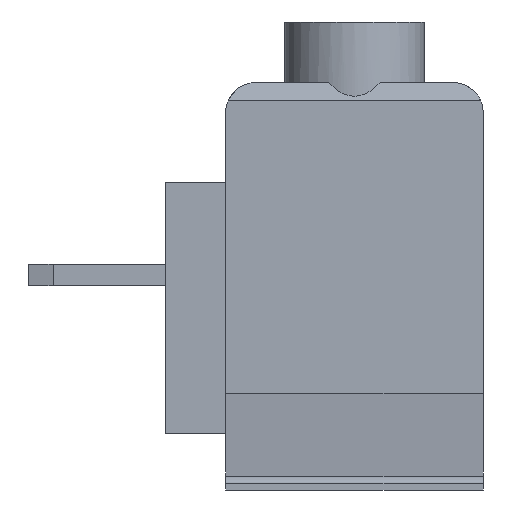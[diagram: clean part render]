
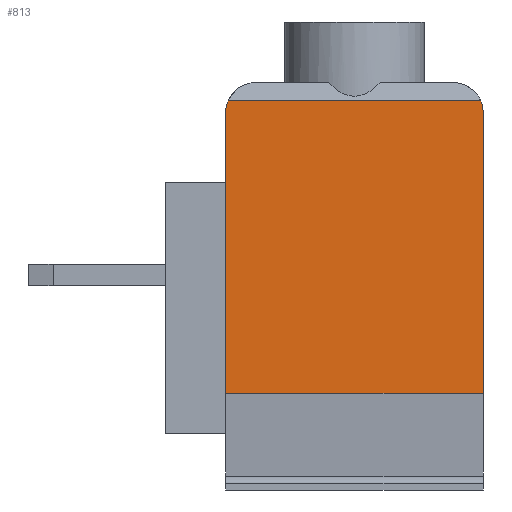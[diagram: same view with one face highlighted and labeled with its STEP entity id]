
A CAD part, left-side view. The second image highlights one B-rep face of the part: STEP entity #813.
In plain terms, the highlighted planar face has unit normal (-1, 0, 0).
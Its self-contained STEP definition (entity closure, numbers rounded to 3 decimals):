
#813 = ADVANCED_FACE( '', ( #1668 ), #1669, .T. );
#1668 = FACE_OUTER_BOUND( '', #2526, .T. );
#1669 = PLANE( '', #2527 );
#2526 = EDGE_LOOP( '', ( #4941, #4942, #4943, #4944, #4945, #4946 ) );
#2527 = AXIS2_PLACEMENT_3D( '', #4947, #4948, #4949 );
#4941 = ORIENTED_EDGE( '', *, *, #5646, .F. );
#4942 = ORIENTED_EDGE( '', *, *, #5685, .T. );
#4943 = ORIENTED_EDGE( '', *, *, #5358, .T. );
#4944 = ORIENTED_EDGE( '', *, *, #5333, .T. );
#4945 = ORIENTED_EDGE( '', *, *, #5865, .F. );
#4946 = ORIENTED_EDGE( '', *, *, #5902, .T. );
#4947 = CARTESIAN_POINT( '', ( -12.5, -4.25, -6.2 ) );
#4948 = DIRECTION( '', ( -1., 0., 0. ) );
#4949 = DIRECTION( '', ( 0., 0., 1. ) );
#5333 = EDGE_CURVE( '', #6512, #6513, #6514, .T. );
#5358 = EDGE_CURVE( '', #6555, #6512, #6556, .T. );
#5646 = EDGE_CURVE( '', #7002, #7004, #7005, .T. );
#5685 = EDGE_CURVE( '', #7002, #6555, #7057, .T. );
#5865 = EDGE_CURVE( '', #7281, #6513, #7283, .T. );
#5902 = EDGE_CURVE( '', #7281, #7004, #7325, .T. );
#6512 = VERTEX_POINT( '', #8144 );
#6513 = VERTEX_POINT( '', #8145 );
#6514 = CIRCLE( '', #8146, 1. );
#6555 = VERTEX_POINT( '', #8199 );
#6556 = LINE( '', #8200, #8201 );
#7002 = VERTEX_POINT( '', #8851 );
#7004 = VERTEX_POINT( '', #8854 );
#7005 = LINE( '', #8855, #8856 );
#7057 = LINE( '', #8932, #8933 );
#7281 = VERTEX_POINT( '', #9253 );
#7283 = LINE( '', #9256, #9257 );
#7325 = CIRCLE( '', #9315, 1. );
#8144 = CARTESIAN_POINT( '', ( -12.5, -4.25, 6.25 ) );
#8145 = CARTESIAN_POINT( '', ( -12.5, -4.167, 6.65 ) );
#8146 = AXIS2_PLACEMENT_3D( '', #9739, #9740, #9741 );
#8199 = CARTESIAN_POINT( '', ( -12.5, -4.25, -3. ) );
#8200 = CARTESIAN_POINT( '', ( -12.5, -4.25, -6.2 ) );
#8201 = VECTOR( '', #9787, 1000. );
#8851 = CARTESIAN_POINT( '', ( -12.5, 4.25, -3. ) );
#8854 = CARTESIAN_POINT( '', ( -12.5, 4.25, 6.25 ) );
#8855 = CARTESIAN_POINT( '', ( -12.5, 4.25, -6.2 ) );
#8856 = VECTOR( '', #10083, 1000. );
#8932 = CARTESIAN_POINT( '', ( -12.5, 26.54, -3. ) );
#8933 = VECTOR( '', #10120, 1000. );
#9253 = CARTESIAN_POINT( '', ( -12.5, 4.167, 6.65 ) );
#9256 = CARTESIAN_POINT( '', ( -12.5, 4.25, 6.65 ) );
#9257 = VECTOR( '', #10278, 1000. );
#9315 = AXIS2_PLACEMENT_3D( '', #10310, #10311, #10312 );
#9739 = CARTESIAN_POINT( '', ( -12.5, -3.25, 6.25 ) );
#9740 = DIRECTION( '', ( -1., 0., 0. ) );
#9741 = DIRECTION( '', ( 0., 0., 1. ) );
#9787 = DIRECTION( '', ( 0., 0., 1. ) );
#10083 = DIRECTION( '', ( 0., 0., 1. ) );
#10120 = DIRECTION( '', ( 0., -1., 0. ) );
#10278 = DIRECTION( '', ( 0., -1., 0. ) );
#10310 = CARTESIAN_POINT( '', ( -12.5, 3.25, 6.25 ) );
#10311 = DIRECTION( '', ( -1., 0., 0. ) );
#10312 = DIRECTION( '', ( 0., 0., 1. ) );
